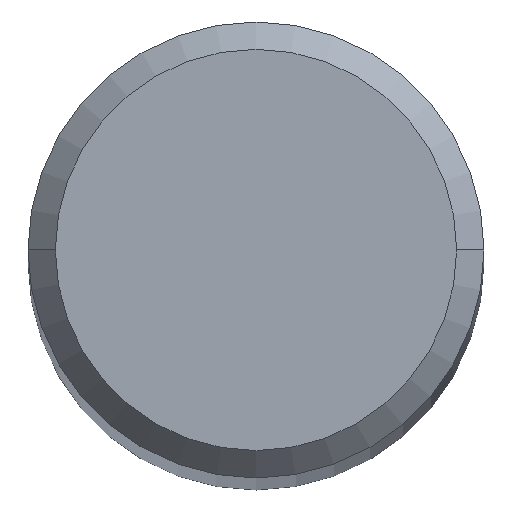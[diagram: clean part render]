
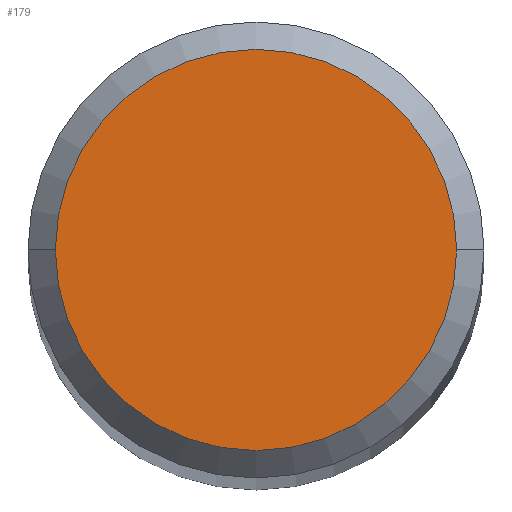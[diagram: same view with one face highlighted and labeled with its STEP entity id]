
A CAD part, top view. The second image highlights one B-rep face of the part: STEP entity #179.
In plain terms, the highlighted planar face has unit normal (0, 0, 1).
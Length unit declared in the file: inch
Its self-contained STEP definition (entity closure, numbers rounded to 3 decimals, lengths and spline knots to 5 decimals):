
#1 = AXIS2_PLACEMENT_3D ( 'NONE', #123, #121, #111 ) ;
#16 = VERTEX_POINT ( 'NONE', #225 ) ;
#28 = CARTESIAN_POINT ( 'NONE',  ( 0., 0., 4. ) ) ;
#30 = PLANE ( 'NONE',  #1 ) ;
#50 = CARTESIAN_POINT ( 'NONE',  ( 0., 0., 4. ) ) ;
#51 = DIRECTION ( 'NONE',  ( 1., 0., 0. ) ) ;
#54 = DIRECTION ( 'NONE',  ( 1., 0., 0. ) ) ;
#55 = ORIENTED_EDGE ( 'NONE', *, *, #173, .T. ) ;
#62 = CIRCLE ( 'NONE', #131, 0.11 ) ;
#86 = EDGE_CURVE ( 'NONE', #235, #16, #62, .T. ) ;
#87 = DIRECTION ( 'NONE',  ( 0., 0., 1. ) ) ;
#111 = DIRECTION ( 'NONE',  ( 1., 0., 0. ) ) ;
#121 = DIRECTION ( 'NONE',  ( 0., 0., 1. ) ) ;
#123 = CARTESIAN_POINT ( 'NONE',  ( 0., 0., 4. ) ) ;
#131 = AXIS2_PLACEMENT_3D ( 'NONE', #50, #87, #54 ) ;
#137 = ORIENTED_EDGE ( 'NONE', *, *, #86, .T. ) ;
#140 = CARTESIAN_POINT ( 'NONE',  ( -0.11, 0., 4. ) ) ;
#158 = DIRECTION ( 'NONE',  ( 0., 0., 1. ) ) ;
#161 = AXIS2_PLACEMENT_3D ( 'NONE', #28, #158, #51 ) ;
#173 = EDGE_CURVE ( 'NONE', #16, #235, #174, .T. ) ;
#174 = CIRCLE ( 'NONE', #161, 0.11 ) ;
#179 = ADVANCED_FACE ( 'NONE', ( #230 ), #30, .T. ) ;
#208 = EDGE_LOOP ( 'NONE', ( #137, #55 ) ) ;
#225 = CARTESIAN_POINT ( 'NONE',  ( 0.11, 0., 4. ) ) ;
#230 = FACE_OUTER_BOUND ( 'NONE', #208, .T. ) ;
#235 = VERTEX_POINT ( 'NONE', #140 ) ;
